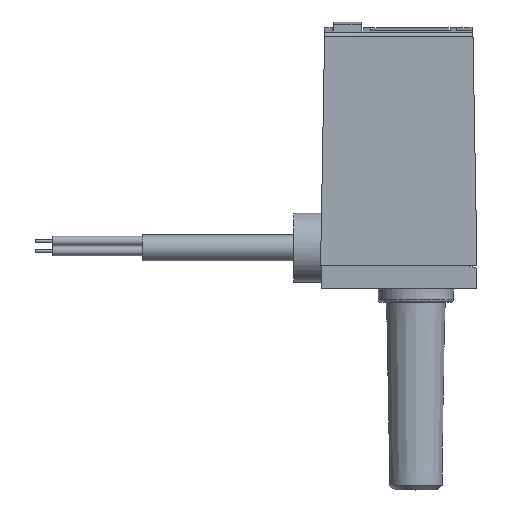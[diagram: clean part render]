
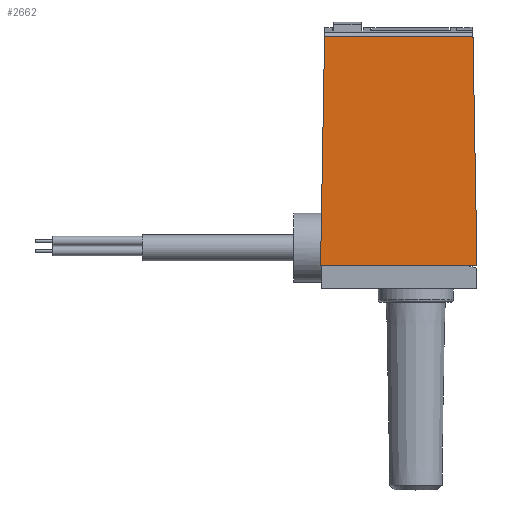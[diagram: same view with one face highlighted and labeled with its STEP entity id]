
A CAD part, top view. The second image highlights one B-rep face of the part: STEP entity #2662.
In plain terms, the highlighted planar face has unit normal (0, 0.009, 1).
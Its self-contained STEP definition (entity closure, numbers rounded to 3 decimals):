
#250=ORIENTED_EDGE('',*,*,#824,.F.);
#251=ORIENTED_EDGE('',*,*,#750,.F.);
#252=ORIENTED_EDGE('',*,*,#755,.F.);
#253=ORIENTED_EDGE('',*,*,#825,.T.);
#750=EDGE_CURVE('',#1041,#1042,#1245,.T.);
#755=EDGE_CURVE('',#1046,#1041,#1248,.T.);
#824=EDGE_CURVE('',#1042,#1108,#1299,.T.);
#825=EDGE_CURVE('',#1046,#1108,#1300,.T.);
#1041=VERTEX_POINT('',#3654);
#1042=VERTEX_POINT('',#3656);
#1046=VERTEX_POINT('',#3665);
#1108=VERTEX_POINT('',#3804);
#1245=LINE('',#3655,#1452);
#1248=LINE('',#3666,#1455);
#1299=LINE('',#3803,#1506);
#1300=LINE('',#3805,#1507);
#1452=VECTOR('',#3015,1000.);
#1455=VECTOR('',#3024,1000.);
#1506=VECTOR('',#3125,1000.);
#1507=VECTOR('',#3126,1000.);
#1663=EDGE_LOOP('',(#250,#251,#252,#253));
#1828=FACE_BOUND('',#1663,.T.);
#1986=PLANE('',#2818);
#2662=ADVANCED_FACE('',(#1828),#1986,.F.);
#2818=AXIS2_PLACEMENT_3D('',#3802,#3123,#3124);
#3015=DIRECTION('',(-1.,0.,0.));
#3024=DIRECTION('',(0.017,-1.,0.009));
#3123=DIRECTION('',(0.,-0.009,-1.));
#3124=DIRECTION('',(0.,1.,-0.009));
#3125=DIRECTION('',(0.017,1.,-0.009));
#3126=DIRECTION('',(-1.,0.,0.));
#3654=CARTESIAN_POINT('',(8.75,0.,4.75));
#3655=CARTESIAN_POINT('',(8.75,0.,4.75));
#3656=CARTESIAN_POINT('',(-8.75,0.,4.75));
#3665=CARTESIAN_POINT('',(8.302,25.668,4.526));
#3666=CARTESIAN_POINT('',(8.302,25.661,4.526));
#3802=CARTESIAN_POINT('',(8.75,25.668,4.526));
#3803=CARTESIAN_POINT('',(-8.297,25.966,4.523));
#3804=CARTESIAN_POINT('',(-8.302,25.668,4.526));
#3805=CARTESIAN_POINT('',(8.75,25.668,4.526));
